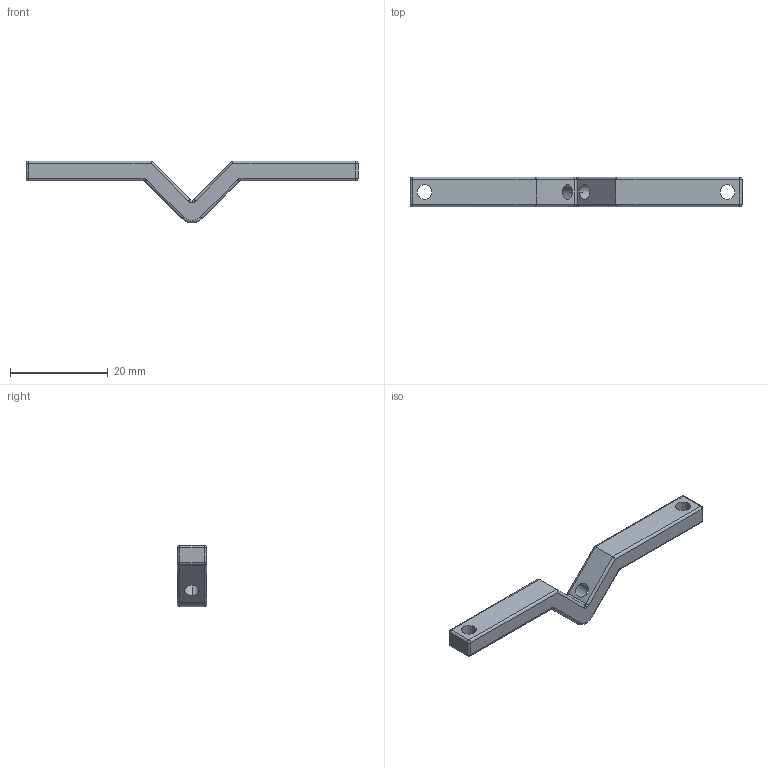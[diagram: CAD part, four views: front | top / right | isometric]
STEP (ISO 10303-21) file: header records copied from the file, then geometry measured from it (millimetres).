
FILE_DESCRIPTION (( 'STEP AP203' ), '1' );
FILE_NAME ('Frame upper.STEP', '2020-10-18T10:57:39', ( '' ), ( '' ), 'SwSTEP 2.0', 'SolidWorks 2018', '' );
FILE_SCHEMA (( 'CONFIG_CONTROL_DESIGN' ));
Length unit declared in the file: millimetre
Products named in the file (1): Frame upper
Bounding box: 68 x 6 x 12.59 mm (x, y, z)
Volume: 1668.6 mm3; surface area: 1565.4 mm2
Topology: 1 solids, 1 shells, 69 faces, 163 edges, 88 vertices
Faces by surface type: cylinder 37, torus 12, plane 12, sphere 8
Entity records: 1998 total; most frequent: DIRECTION 375, CARTESIAN_POINT 325, ORIENTED_EDGE 310, EDGE_CURVE 155, AXIS2_PLACEMENT_3D 154, VERTEX_POINT 88, CIRCLE 84, EDGE_LOOP 77
